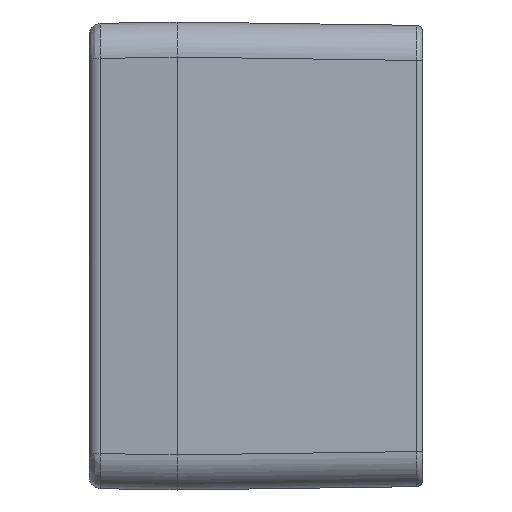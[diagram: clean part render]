
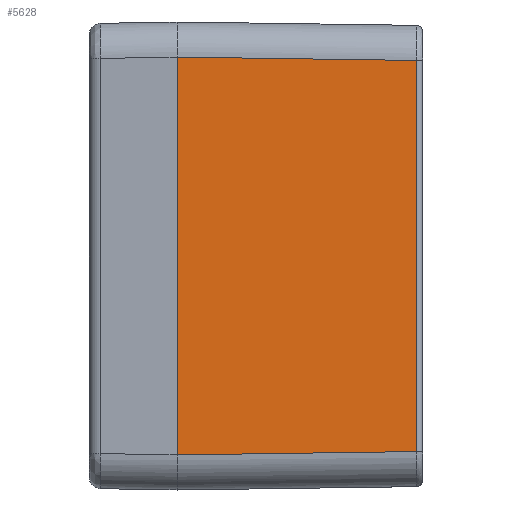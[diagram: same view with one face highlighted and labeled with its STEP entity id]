
A CAD part, left-side view. The second image highlights one B-rep face of the part: STEP entity #5628.
In plain terms, the highlighted planar face has unit normal (-1, -0.014, 0).
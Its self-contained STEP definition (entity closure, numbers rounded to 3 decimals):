
#529=CARTESIAN_POINT('',(-125.,42.,34.001));
#540=DIRECTION('',(0.,0.,1.));
#541=VECTOR('',#540,68.001);
#542=CARTESIAN_POINT('',(-125.,42.,-34.001));
#543=LINE('',#542,#541);
#553=CARTESIAN_POINT('',(-125.,42.,-34.001));
#2684=DIRECTION('',(0.,0.,-1.));
#2685=VECTOR('',#2684,66.856);
#2686=CARTESIAN_POINT('',(-124.427,0.986,
33.428));
#2687=LINE('',#2686,#2685);
#2691=DIRECTION('',(0.014,-1.,0.014));
#2692=VECTOR('',#2691,41.022);
#2693=CARTESIAN_POINT('',(-125.,42.,-34.001));
#2694=LINE('',#2693,#2692);
#2698=DIRECTION('',(0.014,-1.,-0.014));
#2699=VECTOR('',#2698,41.022);
#2700=CARTESIAN_POINT('',(-125.,42.,34.001));
#2701=LINE('',#2700,#2699);
#2714=CARTESIAN_POINT('',(-124.427,0.986,
33.428));
#2798=VERTEX_POINT('',#529);
#2801=VERTEX_POINT('',#553);
#2813=VERTEX_POINT('',#2714);
#2816=CARTESIAN_POINT('',(-124.427,0.986,
-33.428));
#2817=VERTEX_POINT('',#2816);
#5616=CARTESIAN_POINT('',(-125.,42.,-44.465));
#5617=DIRECTION('',(-1.,-0.014,0.));
#5618=DIRECTION('',(0.,0.,1.));
#5619=AXIS2_PLACEMENT_3D('',#5616,#5617,#5618);
#5620=PLANE('',#5619);
#5621=ORIENTED_EDGE('',*,*,#5431,.T.);
#5622=ORIENTED_EDGE('',*,*,#5611,.F.);
#5623=ORIENTED_EDGE('',*,*,#3292,.T.);
#5625=ORIENTED_EDGE('',*,*,#5624,.T.);
#5626=EDGE_LOOP('',(#5621,#5622,#5623,#5625));
#5627=FACE_OUTER_BOUND('',#5626,.F.);
#5628=ADVANCED_FACE('',(#5627),#5620,.T.);
#3292=EDGE_CURVE('',#2801,#2798,#543,.T.);
#5431=EDGE_CURVE('',#2813,#2817,#2687,.T.);
#5611=EDGE_CURVE('',#2801,#2817,#2694,.T.);
#5624=EDGE_CURVE('',#2798,#2813,#2701,.T.);
